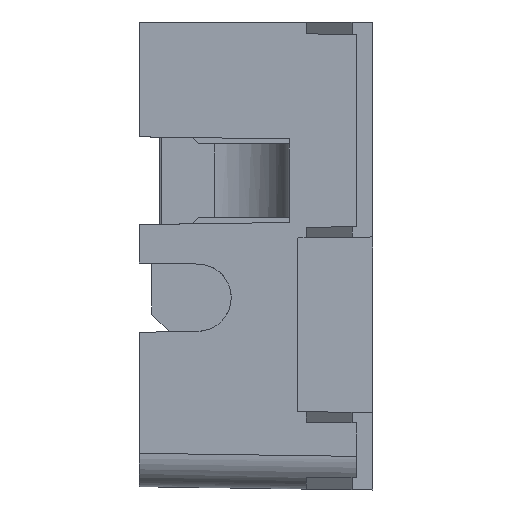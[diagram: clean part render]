
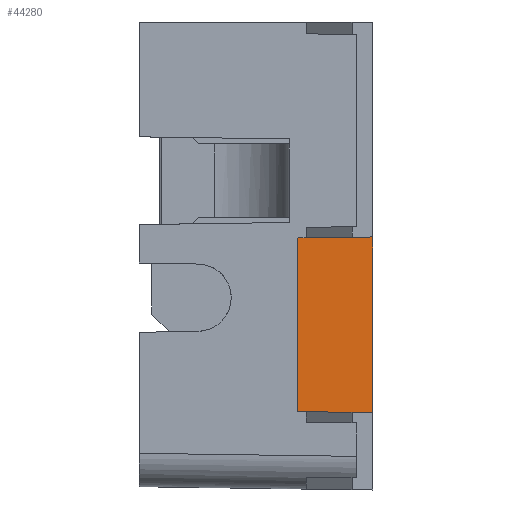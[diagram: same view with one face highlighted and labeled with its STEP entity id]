
A CAD part, left-side view. The second image highlights one B-rep face of the part: STEP entity #44280.
In plain terms, the highlighted planar face has unit normal (-1, -0.014, 0).
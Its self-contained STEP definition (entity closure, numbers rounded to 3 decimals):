
#1452 = CARTESIAN_POINT ( 'NONE',  ( -6.735, -3., 3.235 ) ) ;
#2087 = VERTEX_POINT ( 'NONE', #13961 ) ;
#2157 = ORIENTED_EDGE ( 'NONE', *, *, #21952, .T. ) ;
#2475 = CARTESIAN_POINT ( 'NONE',  ( -6.86, 6., 16.39 ) ) ;
#2520 = FACE_OUTER_BOUND ( 'NONE', #39082, .T. ) ;
#2538 = EDGE_CURVE ( 'NONE', #39380, #51798, #9041, .T. ) ;
#2611 = ORIENTED_EDGE ( 'NONE', *, *, #28496, .T. ) ;
#2729 = EDGE_CURVE ( 'NONE', #34438, #51798, #24749, .T. ) ;
#3670 = LINE ( 'NONE', #22050, #9327 ) ;
#3724 = VERTEX_POINT ( 'NONE', #44706 ) ;
#4058 = VERTEX_POINT ( 'NONE', #1452 ) ;
#4128 = EDGE_CURVE ( 'NONE', #2087, #49844, #22167, .T. ) ;
#4345 = EDGE_CURVE ( 'NONE', #4058, #42327, #44092, .T. ) ;
#4442 = LINE ( 'NONE', #43673, #45789 ) ;
#4452 = DIRECTION ( 'NONE',  ( 0., 0., -1. ) ) ;
#6296 = DIRECTION ( 'NONE',  ( 0., 0., 1. ) ) ;
#7755 = DIRECTION ( 'NONE',  ( 0., 0., -1. ) ) ;
#9041 = LINE ( 'NONE', #23142, #42872 ) ;
#9327 = VECTOR ( 'NONE', #13788, 1000. ) ;
#9609 = DIRECTION ( 'NONE',  ( 0.014, -1., -0.014 ) ) ;
#9641 = ORIENTED_EDGE ( 'NONE', *, *, #36868, .T. ) ;
#9793 = CARTESIAN_POINT ( 'NONE',  ( -6.984, 14.863, 22.261 ) ) ;
#10120 = CARTESIAN_POINT ( 'NONE',  ( -6.93, 11., 7.43 ) ) ;
#10154 = CARTESIAN_POINT ( 'NONE',  ( -6.93, 11., 0. ) ) ;
#10568 =( BOUNDED_CURVE ( )  B_SPLINE_CURVE ( 3, ( #9793, #34006, #14170, #18022 ),
 .UNSPECIFIED., .F., .T. ) 
 B_SPLINE_CURVE_WITH_KNOTS ( ( 4, 4 ),
 ( 2.109, 2.939 ),
 .UNSPECIFIED. ) 
 CURVE ( )  GEOMETRIC_REPRESENTATION_ITEM ( )  RATIONAL_B_SPLINE_CURVE ( ( 1., 0.943, 0.943, 1. ) ) 
 REPRESENTATION_ITEM ( '' )  );
#10593 = ORIENTED_EDGE ( 'NONE', *, *, #4128, .F. ) ;
#11141 = VECTOR ( 'NONE', #18807, 1000. ) ;
#11811 = LINE ( 'NONE', #30775, #11141 ) ;
#12920 = DIRECTION ( 'NONE',  ( -1., -0.014, 0. ) ) ;
#13162 = ORIENTED_EDGE ( 'NONE', *, *, #39399, .T. ) ;
#13728 = CARTESIAN_POINT ( 'NONE',  ( -6.944, 12., 15.769 ) ) ;
#13788 = DIRECTION ( 'NONE',  ( 0., 0., 1. ) ) ;
#13961 = CARTESIAN_POINT ( 'NONE',  ( -6.86, 6., 16.39 ) ) ;
#14170 = CARTESIAN_POINT ( 'NONE',  ( -6.949, 12.351, 19.942 ) ) ;
#14223 = CARTESIAN_POINT ( 'NONE',  ( -6.86, 6., 0. ) ) ;
#16151 = CARTESIAN_POINT ( 'NONE',  ( -6.944, 12., 17.694 ) ) ;
#16403 = PLANE ( 'NONE',  #31768 ) ;
#16488 = EDGE_CURVE ( 'NONE', #23380, #17985, #39391, .T. ) ;
#16739 = DIRECTION ( 'NONE',  ( 0.014, -1., 0. ) ) ;
#17309 = CARTESIAN_POINT ( 'NONE',  ( -6.984, 14.863, 3.484 ) ) ;
#17985 = VERTEX_POINT ( 'NONE', #28209 ) ;
#18022 = CARTESIAN_POINT ( 'NONE',  ( -6.944, 12., 18.231 ) ) ;
#18269 =( BOUNDED_CURVE ( )  B_SPLINE_CURVE ( 3, ( #13728, #45556, #20577, #21625 ),
 .UNSPECIFIED., .F., .F. ) 
 B_SPLINE_CURVE_WITH_KNOTS ( ( 4, 4 ),
 ( 3.344, 4.175 ),
 .UNSPECIFIED. ) 
 CURVE ( )  GEOMETRIC_REPRESENTATION_ITEM ( )  RATIONAL_B_SPLINE_CURVE ( ( 1., 0.943, 0.943, 1. ) ) 
 REPRESENTATION_ITEM ( '' )  );
#18452 = VECTOR ( 'NONE', #7755, 1000. ) ;
#18807 = DIRECTION ( 'NONE',  ( -0.014, 1., -0.014 ) ) ;
#19826 = VERTEX_POINT ( 'NONE', #25327 ) ;
#20520 = VECTOR ( 'NONE', #32794, 1000. ) ;
#20577 = CARTESIAN_POINT ( 'NONE',  ( -6.963, 13.363, 12.634 ) ) ;
#20852 = CARTESIAN_POINT ( 'NONE',  ( -6.735, -3., 50. ) ) ;
#20856 = DIRECTION ( 'NONE',  ( -0.014, 1., -0.014 ) ) ;
#21625 = CARTESIAN_POINT ( 'NONE',  ( -6.984, 14.863, 11.739 ) ) ;
#21952 = EDGE_CURVE ( 'NONE', #19826, #4058, #47206, .T. ) ;
#22050 = CARTESIAN_POINT ( 'NONE',  ( -6.944, 12., 0. ) ) ;
#22129 = CARTESIAN_POINT ( 'NONE',  ( -6.984, 14.863, 6.016 ) ) ;
#22167 = LINE ( 'NONE', #14223, #51565 ) ;
#22516 = EDGE_CURVE ( 'NONE', #37225, #19826, #37198, .T. ) ;
#22962 = DIRECTION ( 'NONE',  ( 0.014, -1., -0.014 ) ) ;
#22981 = LINE ( 'NONE', #44081, #40395 ) ;
#23085 = ORIENTED_EDGE ( 'NONE', *, *, #2538, .T. ) ;
#23142 = CARTESIAN_POINT ( 'NONE',  ( -6.984, 14.863, 7.484 ) ) ;
#23380 = VERTEX_POINT ( 'NONE', #33793 ) ;
#23572 = LINE ( 'NONE', #48005, #18452 ) ;
#23865 = ORIENTED_EDGE ( 'NONE', *, *, #47952, .T. ) ;
#24267 = ORIENTED_EDGE ( 'NONE', *, *, #41010, .T. ) ;
#24749 = LINE ( 'NONE', #10154, #50312 ) ;
#24752 = CARTESIAN_POINT ( 'NONE',  ( -6.944, 12., 0. ) ) ;
#24913 = ORIENTED_EDGE ( 'NONE', *, *, #22516, .T. ) ;
#25327 = CARTESIAN_POINT ( 'NONE',  ( -6.984, 14.863, 3.484 ) ) ;
#26233 = DIRECTION ( 'NONE',  ( -0.014, 1., -0.014 ) ) ;
#26317 = EDGE_CURVE ( 'NONE', #3724, #41316, #10568, .T. ) ;
#26706 = ORIENTED_EDGE ( 'NONE', *, *, #36388, .T. ) ;
#27392 = CARTESIAN_POINT ( 'NONE',  ( -6.984, 14.863, 24.016 ) ) ;
#28209 = CARTESIAN_POINT ( 'NONE',  ( -6.944, 12., 16.306 ) ) ;
#28297 = EDGE_CURVE ( 'NONE', #23380, #38492, #18269, .T. ) ;
#28496 = EDGE_CURVE ( 'NONE', #42327, #51561, #11811, .T. ) ;
#28616 = CARTESIAN_POINT ( 'NONE',  ( -6.984, 14.863, 11.739 ) ) ;
#28682 = ORIENTED_EDGE ( 'NONE', *, *, #28297, .T. ) ;
#28769 = LINE ( 'NONE', #2475, #41859 ) ;
#29126 = CARTESIAN_POINT ( 'NONE',  ( -6.93, 11., 6.07 ) ) ;
#30775 = CARTESIAN_POINT ( 'NONE',  ( -6.735, -3., 24.265 ) ) ;
#31768 = AXIS2_PLACEMENT_3D ( 'NONE', #32755, #12920, #16739 ) ;
#32755 = CARTESIAN_POINT ( 'NONE',  ( -7., 16., 23.125 ) ) ;
#32794 = DIRECTION ( 'NONE',  ( 0., 0., 1. ) ) ;
#33498 = VECTOR ( 'NONE', #48284, 1000. ) ;
#33793 = CARTESIAN_POINT ( 'NONE',  ( -6.944, 12., 15.769 ) ) ;
#34006 = CARTESIAN_POINT ( 'NONE',  ( -6.963, 13.363, 21.366 ) ) ;
#34438 = VERTEX_POINT ( 'NONE', #43823 ) ;
#34758 = CARTESIAN_POINT ( 'NONE',  ( -6.735, -3., 24.265 ) ) ;
#34779 = ORIENTED_EDGE ( 'NONE', *, *, #26317, .T. ) ;
#34867 = CARTESIAN_POINT ( 'NONE',  ( -6.944, 12., 18.231 ) ) ;
#36388 = EDGE_CURVE ( 'NONE', #38492, #39380, #22981, .T. ) ;
#36487 = CARTESIAN_POINT ( 'NONE',  ( -6.86, 6., 17.61 ) ) ;
#36868 = EDGE_CURVE ( 'NONE', #51561, #3724, #23572, .T. ) ;
#37198 = LINE ( 'NONE', #46225, #39047 ) ;
#37225 = VERTEX_POINT ( 'NONE', #22129 ) ;
#37458 = ORIENTED_EDGE ( 'NONE', *, *, #38785, .F. ) ;
#38039 = DIRECTION ( 'NONE',  ( 0., 0., 1. ) ) ;
#38091 = DIRECTION ( 'NONE',  ( 0., 0., -1. ) ) ;
#38492 = VERTEX_POINT ( 'NONE', #28616 ) ;
#38614 = CARTESIAN_POINT ( 'NONE',  ( -6.984, 14.863, 7.484 ) ) ;
#38785 = EDGE_CURVE ( 'NONE', #39723, #41316, #3670, .T. ) ;
#39047 = VECTOR ( 'NONE', #38091, 1000. ) ;
#39082 = EDGE_LOOP ( 'NONE', ( #45603, #28682, #26706, #23085, #47354, #24267, #24913, #2157, #45147, #2611, #9641, #34779, #37458, #23865, #10593, #13162 ) ) ;
#39380 = VERTEX_POINT ( 'NONE', #38614 ) ;
#39391 = LINE ( 'NONE', #24752, #20520 ) ;
#39399 = EDGE_CURVE ( 'NONE', #2087, #17985, #28769, .T. ) ;
#39723 = VERTEX_POINT ( 'NONE', #16151 ) ;
#39765 = VECTOR ( 'NONE', #9609, 1000. ) ;
#40188 = DIRECTION ( 'NONE',  ( 0.014, -1., -0.014 ) ) ;
#40395 = VECTOR ( 'NONE', #4452, 1000. ) ;
#41010 = EDGE_CURVE ( 'NONE', #34438, #37225, #48522, .T. ) ;
#41316 = VERTEX_POINT ( 'NONE', #34867 ) ;
#41859 = VECTOR ( 'NONE', #26233, 1000. ) ;
#42327 = VERTEX_POINT ( 'NONE', #34758 ) ;
#42872 = VECTOR ( 'NONE', #22962, 1000. ) ;
#43673 = CARTESIAN_POINT ( 'NONE',  ( -6.944, 12., 17.694 ) ) ;
#43823 = CARTESIAN_POINT ( 'NONE',  ( -6.93, 11., 6.07 ) ) ;
#44081 = CARTESIAN_POINT ( 'NONE',  ( -6.984, 14.863, 23.125 ) ) ;
#44092 = LINE ( 'NONE', #20852, #33498 ) ;
#44280 = ADVANCED_FACE ( 'NONE', ( #2520 ), #16403, .T. ) ;
#44706 = CARTESIAN_POINT ( 'NONE',  ( -6.984, 14.863, 22.261 ) ) ;
#45147 = ORIENTED_EDGE ( 'NONE', *, *, #4345, .T. ) ;
#45556 = CARTESIAN_POINT ( 'NONE',  ( -6.949, 12.351, 14.058 ) ) ;
#45603 = ORIENTED_EDGE ( 'NONE', *, *, #16488, .F. ) ;
#45789 = VECTOR ( 'NONE', #40188, 1000. ) ;
#46225 = CARTESIAN_POINT ( 'NONE',  ( -6.984, 14.863, 23.125 ) ) ;
#47206 = LINE ( 'NONE', #17309, #39765 ) ;
#47354 = ORIENTED_EDGE ( 'NONE', *, *, #2729, .F. ) ;
#47952 = EDGE_CURVE ( 'NONE', #39723, #49844, #4442, .T. ) ;
#48005 = CARTESIAN_POINT ( 'NONE',  ( -6.984, 14.863, 23.125 ) ) ;
#48284 = DIRECTION ( 'NONE',  ( 0., 0., 1. ) ) ;
#48522 = LINE ( 'NONE', #29126, #51080 ) ;
#49844 = VERTEX_POINT ( 'NONE', #36487 ) ;
#50312 = VECTOR ( 'NONE', #38039, 1000. ) ;
#51080 = VECTOR ( 'NONE', #20856, 1000. ) ;
#51561 = VERTEX_POINT ( 'NONE', #27392 ) ;
#51565 = VECTOR ( 'NONE', #6296, 1000. ) ;
#51798 = VERTEX_POINT ( 'NONE', #10120 ) ;
